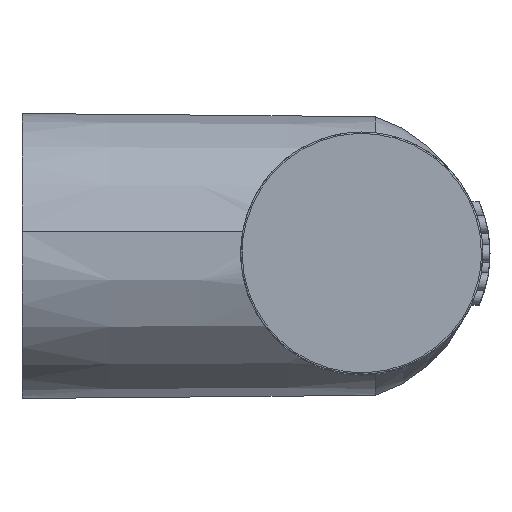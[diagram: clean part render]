
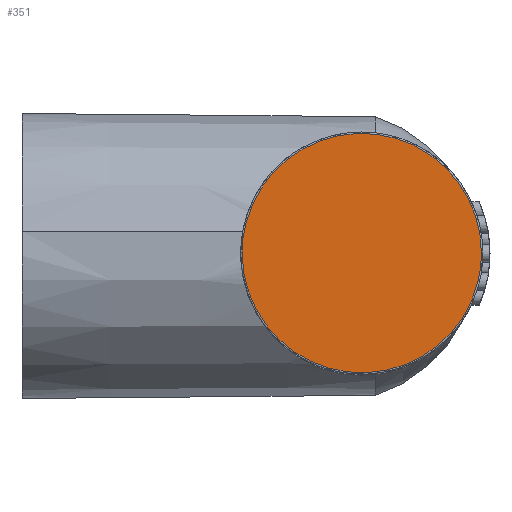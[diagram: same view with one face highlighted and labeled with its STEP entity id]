
A CAD part, top view. The second image highlights one B-rep face of the part: STEP entity #351.
In plain terms, the highlighted planar face has unit normal (0, 0, 1).
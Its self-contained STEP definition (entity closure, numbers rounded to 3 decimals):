
#256=PLANE('',#7981);
#351=ADVANCED_FACE('extract.1',(#523),#256,.T.);
#523=FACE_OUTER_BOUND('',#2228,.T.);
#793=ORIENTED_EDGE('',*,*,#1350,.T.);
#794=ORIENTED_EDGE('',*,*,#1352,.T.);
#1350=EDGE_CURVE('354',#2007,#2006,#1694,.T.);
#1352=EDGE_CURVE('356',#2006,#2007,#1696,.T.);
#1694=B_SPLINE_CURVE_WITH_KNOTS('',2,(#4774,#4775,#4776,#4777,#4778,#4779,#4780,#4781,#4782,#4783,#4784,#4785,#4786,#4787,#4788,#4789,#4790,#4791,#4792,#4793,#4794,#4795,#4796,#4797,#4798,#4799,#4800,#4801,#4802,#4803,#4804,#4805,#4768),.UNSPECIFIED.,.F.,.U.,(3,2,2,2,2,2,2,2,2,2,2,2,2,2,2,2,3),(0.,0.063,0.125,0.188,0.25,0.313,0.375,0.438,0.5,0.563,0.625,0.688,0.75,0.813,0.875,0.938,1.),.UNSPECIFIED.);
#1696=B_SPLINE_CURVE_WITH_KNOTS('',2,(#4768,#4880,#4881,#4882,#4883,#4884,#4885,#4886,#4887,#4888,#4889,#4890,#4891,#4892,#4893,#4894,#4895,#4896,#4897,#4898,#4899,#4900,#4901,#4902,#4903,#4904,#4905,#4906,#4907,#4908,#4909,#4910,#4774),.UNSPECIFIED.,.F.,.U.,(3,2,2,2,2,2,2,2,2,2,2,2,2,2,2,2,3),(0.,0.063,0.125,0.188,0.25,0.313,0.375,0.438,0.5,0.563,0.625,0.688,0.75,0.813,0.875,0.938,1.),.UNSPECIFIED.);
#2006=VERTEX_POINT('236',#4768);
#2007=VERTEX_POINT('237',#4774);
#2228=EDGE_LOOP('',(#793,#794));
#4768=CARTESIAN_POINT('',(64.5,-0.01,235.));
#4774=CARTESIAN_POINT('',(30.9,0.001,235.));
#4775=CARTESIAN_POINT('',(30.9,-1.653,235.));
#4776=CARTESIAN_POINT('',(31.223,-3.276,235.));
#4777=CARTESIAN_POINT('',(31.545,-4.898,235.));
#4778=CARTESIAN_POINT('',(32.178,-6.427,235.));
#4779=CARTESIAN_POINT('',(32.811,-7.955,235.));
#4780=CARTESIAN_POINT('',(33.73,-9.331,235.));
#4781=CARTESIAN_POINT('',(34.648,-10.707,235.));
#4782=CARTESIAN_POINT('',(35.818,-11.877,235.));
#4783=CARTESIAN_POINT('',(36.988,-13.047,235.));
#4784=CARTESIAN_POINT('',(38.363,-13.967,235.));
#4785=CARTESIAN_POINT('',(39.738,-14.886,235.));
#4786=CARTESIAN_POINT('',(41.267,-15.519,235.));
#4787=CARTESIAN_POINT('',(42.795,-16.153,235.));
#4788=CARTESIAN_POINT('',(44.418,-16.476,235.));
#4789=CARTESIAN_POINT('',(46.04,-16.799,235.));
#4790=CARTESIAN_POINT('',(47.695,-16.8,235.));
#4791=CARTESIAN_POINT('',(49.348,-16.8,235.));
#4792=CARTESIAN_POINT('',(50.972,-16.478,235.));
#4793=CARTESIAN_POINT('',(52.594,-16.156,235.));
#4794=CARTESIAN_POINT('',(54.123,-15.523,235.));
#4795=CARTESIAN_POINT('',(55.651,-14.891,235.));
#4796=CARTESIAN_POINT('',(57.028,-13.972,235.));
#4797=CARTESIAN_POINT('',(58.403,-13.054,235.));
#4798=CARTESIAN_POINT('',(59.574,-11.885,235.));
#4799=CARTESIAN_POINT('',(60.744,-10.716,235.));
#4800=CARTESIAN_POINT('',(61.664,-9.34,235.));
#4801=CARTESIAN_POINT('',(62.584,-7.966,235.));
#4802=CARTESIAN_POINT('',(63.218,-6.437,235.));
#4803=CARTESIAN_POINT('',(63.851,-4.909,235.));
#4804=CARTESIAN_POINT('',(64.175,-3.286,235.));
#4805=CARTESIAN_POINT('',(64.499,-1.664,235.));
#4880=CARTESIAN_POINT('',(64.501,1.645,235.));
#4881=CARTESIAN_POINT('',(64.179,3.269,235.));
#4882=CARTESIAN_POINT('',(63.857,4.892,235.));
#4883=CARTESIAN_POINT('',(63.224,6.422,235.));
#4884=CARTESIAN_POINT('',(62.592,7.951,235.));
#4885=CARTESIAN_POINT('',(61.673,9.327,235.));
#4886=CARTESIAN_POINT('',(60.754,10.703,235.));
#4887=CARTESIAN_POINT('',(59.584,11.875,235.));
#4888=CARTESIAN_POINT('',(58.414,13.045,235.));
#4889=CARTESIAN_POINT('',(57.038,13.965,235.));
#4890=CARTESIAN_POINT('',(55.662,14.886,235.));
#4891=CARTESIAN_POINT('',(54.134,15.519,235.));
#4892=CARTESIAN_POINT('',(52.606,16.153,235.));
#4893=CARTESIAN_POINT('',(50.982,16.476,235.));
#4894=CARTESIAN_POINT('',(49.359,16.799,235.));
#4895=CARTESIAN_POINT('',(47.704,16.8,235.));
#4896=CARTESIAN_POINT('',(46.047,16.8,235.));
#4897=CARTESIAN_POINT('',(44.425,16.478,235.));
#4898=CARTESIAN_POINT('',(42.803,16.156,235.));
#4899=CARTESIAN_POINT('',(41.273,15.522,235.));
#4900=CARTESIAN_POINT('',(39.744,14.888,235.));
#4901=CARTESIAN_POINT('',(38.367,13.969,235.));
#4902=CARTESIAN_POINT('',(36.989,13.049,235.));
#4903=CARTESIAN_POINT('',(35.82,11.88,235.));
#4904=CARTESIAN_POINT('',(34.654,10.713,235.));
#4905=CARTESIAN_POINT('',(33.731,9.333,235.));
#4906=CARTESIAN_POINT('',(32.809,7.952,235.));
#4907=CARTESIAN_POINT('',(32.178,6.428,235.));
#4908=CARTESIAN_POINT('',(31.548,4.906,235.));
#4909=CARTESIAN_POINT('',(31.223,3.275,235.));
#4910=CARTESIAN_POINT('',(30.899,1.651,235.));
#4911=CARTESIAN_POINT('',(64.702,17.002,235.));
#7981=AXIS2_PLACEMENT_3D('',#4911,#8145,#8150);
#8145=DIRECTION('',(0.,0.,1.));
#8150=DIRECTION('',(-1.,0.,0.));
